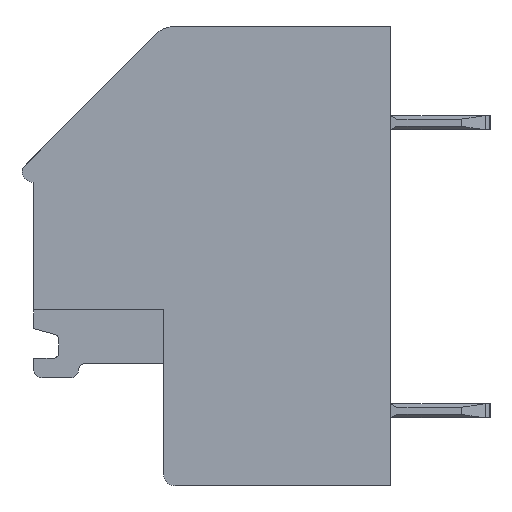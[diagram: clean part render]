
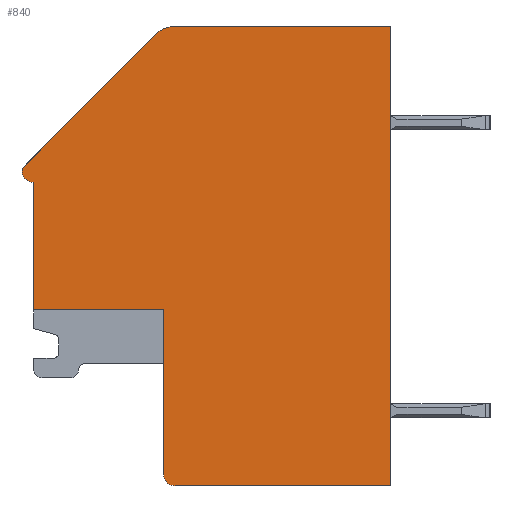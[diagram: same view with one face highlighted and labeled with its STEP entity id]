
A CAD part, left-side view. The second image highlights one B-rep face of the part: STEP entity #840.
In plain terms, the highlighted planar face has unit normal (-1, 0, 0).
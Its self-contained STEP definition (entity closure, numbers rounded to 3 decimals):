
#840 = ADVANCED_FACE( '', ( #2158 ), #2159, .T. );
#2158 = FACE_OUTER_BOUND( '', #4001, .T. );
#2159 = PLANE( '', #4002 );
#4001 = EDGE_LOOP( '', ( #6332, #6333, #6334, #6335, #6336, #6337, #6338, #6339, #6340, #6341, #6342 ) );
#4002 = AXIS2_PLACEMENT_3D( '', #6343, #6344, #6345 );
#6332 = ORIENTED_EDGE( '', *, *, #11442, .F. );
#6333 = ORIENTED_EDGE( '', *, *, #11735, .T. );
#6334 = ORIENTED_EDGE( '', *, *, #11736, .F. );
#6335 = ORIENTED_EDGE( '', *, *, #11737, .F. );
#6336 = ORIENTED_EDGE( '', *, *, #11738, .T. );
#6337 = ORIENTED_EDGE( '', *, *, #11739, .F. );
#6338 = ORIENTED_EDGE( '', *, *, #11740, .F. );
#6339 = ORIENTED_EDGE( '', *, *, #11741, .T. );
#6340 = ORIENTED_EDGE( '', *, *, #11478, .T. );
#6341 = ORIENTED_EDGE( '', *, *, #11742, .F. );
#6342 = ORIENTED_EDGE( '', *, *, #11743, .F. );
#6343 = CARTESIAN_POINT( '', ( 0., 0.7, -15.177 ) );
#6344 = DIRECTION( '', ( -1., 0., 0. ) );
#6345 = DIRECTION( '', ( 0., -1., 0. ) );
#11442 = EDGE_CURVE( '', #13822, #13824, #13825, .T. );
#11478 = EDGE_CURVE( '', #13887, #13885, #13888, .T. );
#11735 = EDGE_CURVE( '', #13822, #14331, #14332, .T. );
#11736 = EDGE_CURVE( '', #14333, #14331, #14334, .T. );
#11737 = EDGE_CURVE( '', #14335, #14333, #14336, .T. );
#11738 = EDGE_CURVE( '', #14335, #14337, #14338, .T. );
#11739 = EDGE_CURVE( '', #14339, #14337, #14340, .T. );
#11740 = EDGE_CURVE( '', #14341, #14339, #14342, .T. );
#11741 = EDGE_CURVE( '', #14341, #13887, #14343, .T. );
#11742 = EDGE_CURVE( '', #14344, #13885, #14345, .T. );
#11743 = EDGE_CURVE( '', #13824, #14344, #14346, .T. );
#13822 = VERTEX_POINT( '', #17248 );
#13824 = VERTEX_POINT( '', #17251 );
#13825 = LINE( '', #17252, #17253 );
#13885 = VERTEX_POINT( '', #17340 );
#13887 = VERTEX_POINT( '', #17343 );
#13888 = CIRCLE( '', #17344, 0.4 );
#14331 = VERTEX_POINT( '', #17958 );
#14332 = CIRCLE( '', #17959, 1. );
#14333 = VERTEX_POINT( '', #17960 );
#14334 = LINE( '', #17961, #17962 );
#14335 = VERTEX_POINT( '', #17963 );
#14336 = LINE( '', #17964, #17965 );
#14337 = VERTEX_POINT( '', #17966 );
#14338 = CIRCLE( '', #17967, 0.4 );
#14339 = VERTEX_POINT( '', #17968 );
#14340 = LINE( '', #17969, #17970 );
#14341 = VERTEX_POINT( '', #17971 );
#14342 = LINE( '', #17972, #17973 );
#14343 = LINE( '', #17974, #17975 );
#14344 = VERTEX_POINT( '', #17976 );
#14345 = LINE( '', #17977, #17978 );
#14346 = LINE( '', #17979, #17980 );
#17248 = CARTESIAN_POINT( '', ( 0., 7.586, 0. ) );
#17251 = CARTESIAN_POINT( '', ( 0., 0., 0. ) );
#17252 = CARTESIAN_POINT( '', ( 0., 8., 0. ) );
#17253 = VECTOR( '', #22043, 1000. );
#17340 = CARTESIAN_POINT( '', ( 0., 7.6, -16.2 ) );
#17343 = CARTESIAN_POINT( '', ( 0., 8., -15.8 ) );
#17344 = AXIS2_PLACEMENT_3D( '', #22072, #22073, #22074 );
#17958 = CARTESIAN_POINT( '', ( 0., 8.293, -0.293 ) );
#17959 = AXIS2_PLACEMENT_3D( '', #22369, #22370, #22371 );
#17960 = CARTESIAN_POINT( '', ( 0., 13., -5. ) );
#17961 = CARTESIAN_POINT( '', ( 0., 13., -5. ) );
#17962 = VECTOR( '', #22372, 1000. );
#17963 = CARTESIAN_POINT( '', ( 0., 13., -5.1 ) );
#17964 = CARTESIAN_POINT( '', ( 0., 13., -5.5 ) );
#17965 = VECTOR( '', #22373, 1000. );
#17966 = CARTESIAN_POINT( '', ( 0., 12.6, -5.5 ) );
#17967 = AXIS2_PLACEMENT_3D( '', #22374, #22375, #22376 );
#17968 = CARTESIAN_POINT( '', ( 0., 12.6, -10. ) );
#17969 = CARTESIAN_POINT( '', ( 0., 12.6, -10. ) );
#17970 = VECTOR( '', #22377, 1000. );
#17971 = CARTESIAN_POINT( '', ( 0., 8., -10. ) );
#17972 = CARTESIAN_POINT( '', ( 0., 6.5, -10. ) );
#17973 = VECTOR( '', #22378, 1000. );
#17974 = CARTESIAN_POINT( '', ( 0., 8., -8.1 ) );
#17975 = VECTOR( '', #22379, 1000. );
#17976 = CARTESIAN_POINT( '', ( 0., 0., -16.2 ) );
#17977 = CARTESIAN_POINT( '', ( 0., 0., -16.2 ) );
#17978 = VECTOR( '', #22380, 1000. );
#17979 = CARTESIAN_POINT( '', ( 0., 0., -0.37 ) );
#17980 = VECTOR( '', #22381, 1000. );
#22043 = DIRECTION( '', ( 0., -1., 0. ) );
#22072 = CARTESIAN_POINT( '', ( 0., 7.6, -15.8 ) );
#22073 = DIRECTION( '', ( -1., 0., 0. ) );
#22074 = DIRECTION( '', ( 0., 0., 1. ) );
#22369 = CARTESIAN_POINT( '', ( 0., 7.586, -1. ) );
#22370 = DIRECTION( '', ( -1., 0., 0. ) );
#22371 = DIRECTION( '', ( 0., 0., 1. ) );
#22372 = DIRECTION( '', ( 0., -0.707, 0.707 ) );
#22373 = DIRECTION( '', ( 0., 0., 1. ) );
#22374 = CARTESIAN_POINT( '', ( 0., 12.6, -5.1 ) );
#22375 = DIRECTION( '', ( -1., 0., 0. ) );
#22376 = DIRECTION( '', ( 0., 0., 1. ) );
#22377 = DIRECTION( '', ( 0., 0., 1. ) );
#22378 = DIRECTION( '', ( 0., 1., 0. ) );
#22379 = DIRECTION( '', ( 0., 0., -1. ) );
#22380 = DIRECTION( '', ( 0., 1., 0. ) );
#22381 = DIRECTION( '', ( 0., 0., -1. ) );
